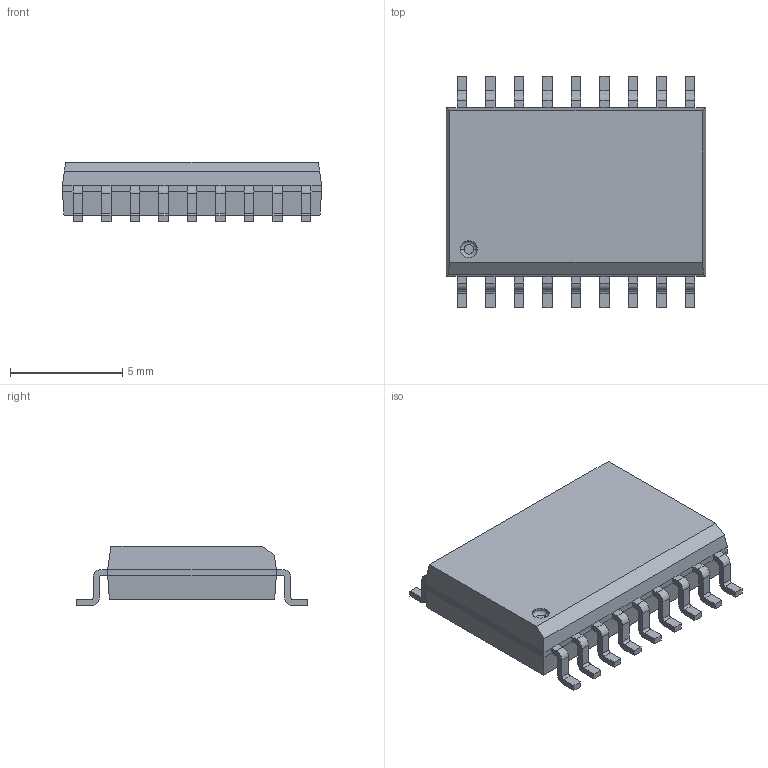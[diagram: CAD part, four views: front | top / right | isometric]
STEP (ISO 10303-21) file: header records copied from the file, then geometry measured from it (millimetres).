
FILE_DESCRIPTION (( 'STEP AP214' ), '1' );
FILE_NAME ('541CB587-315A-47E2-9405-6E64F845DAAE.STEP', '2008-06-19T10:02:43', ( 'sysAdmin' ), ( 'SolidWorks' ), 'SwSTEP 2.0', 'SolidWorks 2008', '' );
FILE_SCHEMA (( 'AUTOMOTIVE_DESIGN' ));
Length unit declared in the file: millimetre
Products named in the file (1): 541CB587-315A-47E2-9405-6E64F845DAAE
Bounding box: 11.53 x 10.3 x 2.65 mm (x, y, z)
Volume: 203 mm3; surface area: 315 mm2
Topology: 1 solids, 1 shells, 272 faces, 725 edges, 456 vertices
Faces by surface type: plane 196, cylinder 74, torus 2
Entity records: 8766 total; most frequent: CARTESIAN_POINT 1454, ORIENTED_EDGE 1450, DIRECTION 1423, EDGE_CURVE 725, LINE 573, VECTOR 573, VERTEX_POINT 456, AXIS2_PLACEMENT_3D 425
